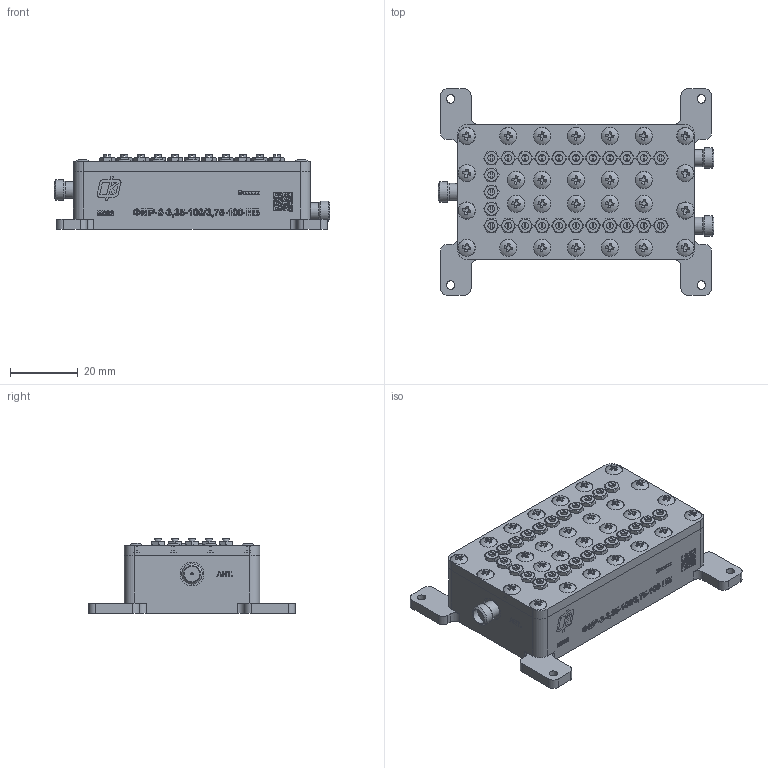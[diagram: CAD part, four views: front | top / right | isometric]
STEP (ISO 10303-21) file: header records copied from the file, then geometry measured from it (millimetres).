
FILE_DESCRIPTION(('STEP AP203'), '1');
FILE_NAME('ÍØÁÀ.468843.022_Äèïëåêñåð ÔÌÐ-2-3,35-100(3,75-100-ÍÁ', '', ('UNSPECIFIED'), ('UNSPECIFIED'), 'ASCON STEP Converter 1.6', 'ASCON Math Kernel', '');
FILE_SCHEMA(('CONFIG_CONTROL_DESIGN'));
Length unit declared in the file: millimetre
Products named in the file (1): НШБА.468843.022_Диплексер ФМР-2-3,35-100(3,75-100-НБ
Bounding box: 81.4 x 61 x 22 mm (x, y, z)
Volume: 57534.1 mm3; surface area: 24225.3 mm2
Topology: 55 solids, 99 shells, 2847 faces, 7065 edges, 4676 vertices
Faces by surface type: plane 2064, cylinder 380, bspline 259, cone 116, sphere 28
Full cylindrical faces by diameter (mm): 0.6 x6, 1.6 x50, 2 x25, 2.05 x28, 2.5 x45, 2.9 x41, 4.6 x3, 4.7 x13, 4.8 x3, 5 x31, 5.1 x28, 5.2 x3, 6 x6, 6.4 x3, 7 x3
Entity records: 152077 total; most frequent: CARTESIAN_POINT 64579, ORIENTED_EDGE 13266, DIRECTION 11852, EDGE_CURVE 6633, VERTEX_POINT 4648, LINE 4204, VECTOR 4204, AXIS2_PLACEMENT_3D 3824
